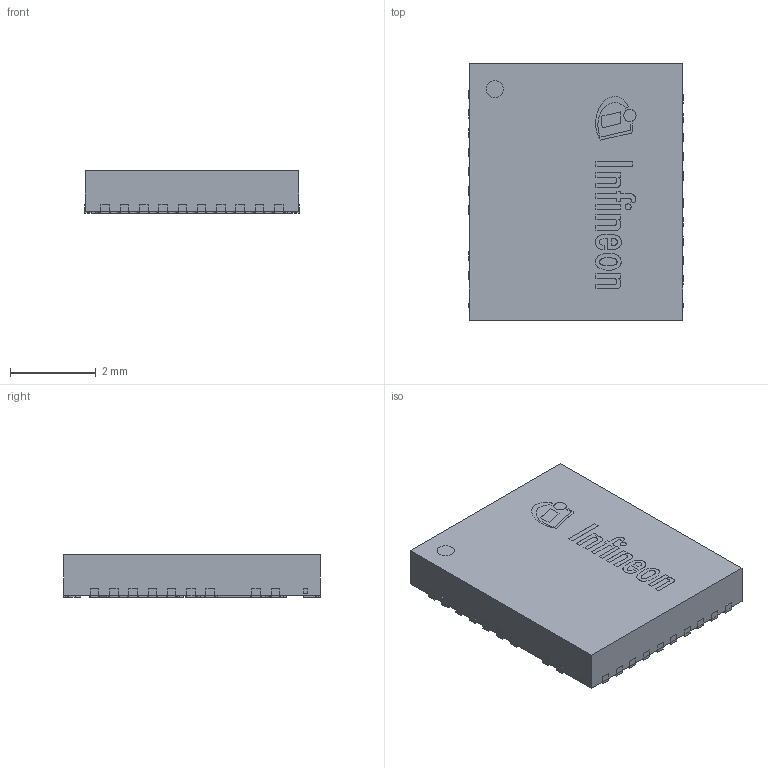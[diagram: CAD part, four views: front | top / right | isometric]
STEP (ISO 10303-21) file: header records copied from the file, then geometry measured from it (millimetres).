
FILE_DESCRIPTION(/* description */ (''),/* implementation_level */ '2;1');
FILE_NAME(/* name */ 'PG-IQFN-39-12_Z8B00191108_V02_3D.stp',/* time_stamp */ '2022-05-13T18:22:22+06:00',/* author */ ('janartha'),/* organization */ (''),/* preprocessor_version */ 'ST-DEVELOPER v16.13',/* originating_system */ 'AutoCAD Mechanical',/* authorisation */ '');
FILE_SCHEMA (('AUTOMOTIVE_DESIGN { 1 0 10303 214 3 1 1 }'));
Length unit declared in the file: millimetre
Products named in the file (1): Product
Bounding box: 5 x 6 x 1 mm (x, y, z)
Surface area: 132.8 mm2
Topology: 39 solids, 39 shells, 637 faces, 1674 edges, 1116 vertices
Faces by surface type: plane 384, cylinder 235, bspline 18
Full cylindrical faces by diameter (mm): 0.142 x1, 0.287 x1, 0.4 x2
Entity records: 19895 total; most frequent: CARTESIAN_POINT 3830, DIRECTION 3344, ORIENTED_EDGE 3340, EDGE_CURVE 1670, LINE 1164, VECTOR 1164, VERTEX_POINT 1116, AXIS2_PLACEMENT_3D 1090
